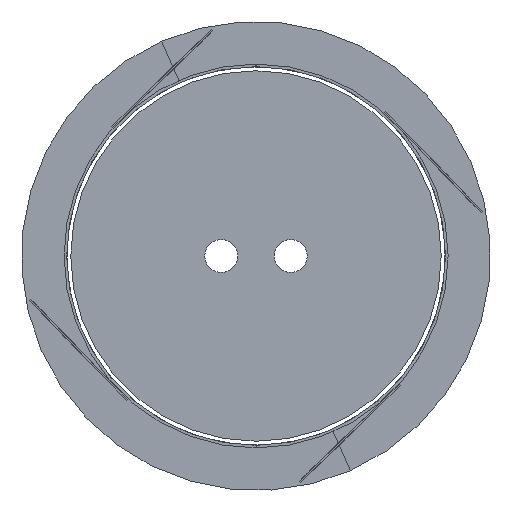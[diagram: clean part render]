
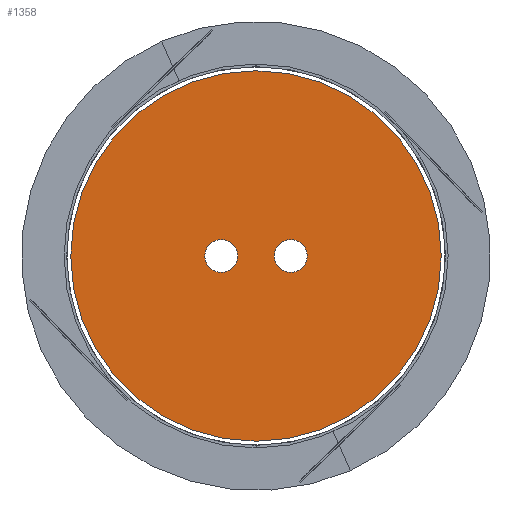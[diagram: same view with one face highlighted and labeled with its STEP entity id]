
A CAD part, front view. The second image highlights one B-rep face of the part: STEP entity #1358.
In plain terms, the highlighted planar face has unit normal (0, -1, 0).
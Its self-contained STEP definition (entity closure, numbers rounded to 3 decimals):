
#24 = CIRCLE ( 'NONE', #2574, 9.5 ) ;
#29 = FACE_BOUND ( 'NONE', #2336, .T. ) ;
#154 = CARTESIAN_POINT ( 'NONE',  ( -20., 0., 0. ) ) ;
#155 = FACE_OUTER_BOUND ( 'NONE', #2485, .T. ) ;
#222 = CIRCLE ( 'NONE', #2895, 9.5 ) ;
#243 = CARTESIAN_POINT ( 'NONE',  ( 20., 0., 0. ) ) ;
#324 = ORIENTED_EDGE ( 'NONE', *, *, #1198, .F. ) ;
#474 = VERTEX_POINT ( 'NONE', #3368 ) ;
#486 = CARTESIAN_POINT ( 'NONE',  ( -20., 0., 9.5 ) ) ;
#535 = DIRECTION ( 'NONE',  ( 0., 0., 1. ) ) ;
#568 = CIRCLE ( 'NONE', #1434, 106.65 ) ;
#586 = DIRECTION ( 'NONE',  ( 0., 1., 0. ) ) ;
#624 = DIRECTION ( 'NONE',  ( 0., 0., 1. ) ) ;
#795 = VERTEX_POINT ( 'NONE', #4383 ) ;
#946 = ORIENTED_EDGE ( 'NONE', *, *, #3989, .T. ) ;
#956 = VERTEX_POINT ( 'NONE', #990 ) ;
#990 = CARTESIAN_POINT ( 'NONE',  ( 0., 0., -106.65 ) ) ;
#1198 = EDGE_CURVE ( 'NONE', #956, #474, #1782, .T. ) ;
#1273 = CARTESIAN_POINT ( 'NONE',  ( 0., 0., 0. ) ) ;
#1293 = DIRECTION ( 'NONE',  ( 0., 1., 0. ) ) ;
#1302 = EDGE_CURVE ( 'NONE', #4486, #2116, #2330, .T. ) ;
#1323 = AXIS2_PLACEMENT_3D ( 'NONE', #1642, #4379, #2043 ) ;
#1358 = ADVANCED_FACE ( 'NONE', ( #29, #4285, #155 ), #3235, .F. ) ;
#1360 = EDGE_CURVE ( 'NONE', #3770, #795, #1969, .T. ) ;
#1434 = AXIS2_PLACEMENT_3D ( 'NONE', #4184, #1860, #4575 ) ;
#1642 = CARTESIAN_POINT ( 'NONE',  ( 20., 0., 0. ) ) ;
#1782 = CIRCLE ( 'NONE', #3254, 106.65 ) ;
#1860 = DIRECTION ( 'NONE',  ( 0., 1., 0. ) ) ;
#1964 = DIRECTION ( 'NONE',  ( 0., 1., 0. ) ) ;
#1969 = CIRCLE ( 'NONE', #3153, 9.5 ) ;
#2043 = DIRECTION ( 'NONE',  ( 0., 0., 1. ) ) ;
#2116 = VERTEX_POINT ( 'NONE', #4872 ) ;
#2330 = CIRCLE ( 'NONE', #1323, 9.5 ) ;
#2336 = EDGE_LOOP ( 'NONE', ( #946, #2624 ) ) ;
#2485 = EDGE_LOOP ( 'NONE', ( #324, #2830 ) ) ;
#2574 = AXIS2_PLACEMENT_3D ( 'NONE', #243, #2946, #624 ) ;
#2624 = ORIENTED_EDGE ( 'NONE', *, *, #1302, .T. ) ;
#2789 = EDGE_CURVE ( 'NONE', #795, #3770, #222, .T. ) ;
#2830 = ORIENTED_EDGE ( 'NONE', *, *, #4095, .F. ) ;
#2854 = DIRECTION ( 'NONE',  ( 0., 1., 0. ) ) ;
#2895 = AXIS2_PLACEMENT_3D ( 'NONE', #2902, #586, #3303 ) ;
#2902 = CARTESIAN_POINT ( 'NONE',  ( -20., 0., 0. ) ) ;
#2946 = DIRECTION ( 'NONE',  ( 0., 1., 0. ) ) ;
#3153 = AXIS2_PLACEMENT_3D ( 'NONE', #154, #2854, #535 ) ;
#3235 = PLANE ( 'NONE',  #3410 ) ;
#3254 = AXIS2_PLACEMENT_3D ( 'NONE', #4297, #1964, #4683 ) ;
#3303 = DIRECTION ( 'NONE',  ( 0., 0., 1. ) ) ;
#3336 = EDGE_LOOP ( 'NONE', ( #4791, #3653 ) ) ;
#3368 = CARTESIAN_POINT ( 'NONE',  ( 0., 0., 106.65 ) ) ;
#3410 = AXIS2_PLACEMENT_3D ( 'NONE', #1273, #1293, #4002 ) ;
#3653 = ORIENTED_EDGE ( 'NONE', *, *, #2789, .T. ) ;
#3736 = CARTESIAN_POINT ( 'NONE',  ( 20., 0., -9.5 ) ) ;
#3770 = VERTEX_POINT ( 'NONE', #486 ) ;
#3989 = EDGE_CURVE ( 'NONE', #2116, #4486, #24, .T. ) ;
#4002 = DIRECTION ( 'NONE',  ( 0., 0., 1. ) ) ;
#4095 = EDGE_CURVE ( 'NONE', #474, #956, #568, .T. ) ;
#4184 = CARTESIAN_POINT ( 'NONE',  ( 0., 0., 0. ) ) ;
#4285 = FACE_BOUND ( 'NONE', #3336, .T. ) ;
#4297 = CARTESIAN_POINT ( 'NONE',  ( 0., 0., 0. ) ) ;
#4379 = DIRECTION ( 'NONE',  ( 0., 1., 0. ) ) ;
#4383 = CARTESIAN_POINT ( 'NONE',  ( -20., 0., -9.5 ) ) ;
#4486 = VERTEX_POINT ( 'NONE', #3736 ) ;
#4575 = DIRECTION ( 'NONE',  ( 0., 0., 1. ) ) ;
#4683 = DIRECTION ( 'NONE',  ( 0., 0., 1. ) ) ;
#4791 = ORIENTED_EDGE ( 'NONE', *, *, #1360, .T. ) ;
#4872 = CARTESIAN_POINT ( 'NONE',  ( 20., 0., 9.5 ) ) ;
